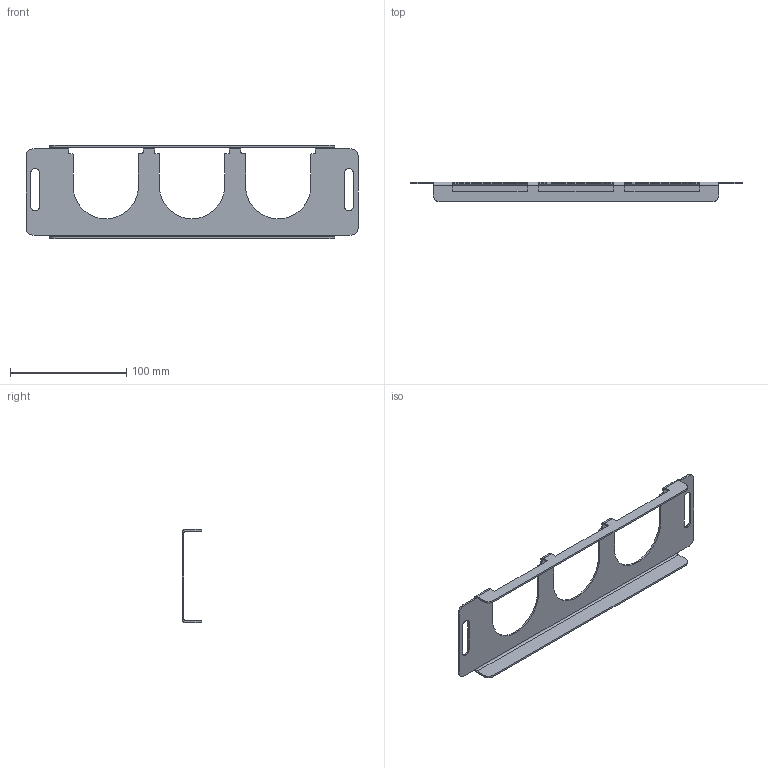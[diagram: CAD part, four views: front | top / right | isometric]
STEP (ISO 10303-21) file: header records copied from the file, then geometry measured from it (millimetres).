
FILE_DESCRIPTION (( 'STEP AP214' ), '1' );
FILE_NAME ('923.509.STEP', '2024-09-18T11:50:50', ( '' ), ( '' ), 'SwSTEP 2.0', 'SolidWorks 2021', '' );
FILE_SCHEMA (( 'AUTOMOTIVE_DESIGN' ));
Length unit declared in the file: millimetre
Products named in the file (1): 923.509
Bounding box: 285 x 17 x 80 mm (x, y, z)
Volume: 27399.6 mm3; surface area: 39004.4 mm2
Topology: 1 solids, 1 shells, 96 faces, 264 edges, 164 vertices
Faces by surface type: plane 57, cylinder 39
Entity records: 3072 total; most frequent: DIRECTION 536, ORIENTED_EDGE 528, CARTESIAN_POINT 525, EDGE_CURVE 264, LINE 186, VECTOR 186, AXIS2_PLACEMENT_3D 175, VERTEX_POINT 164
